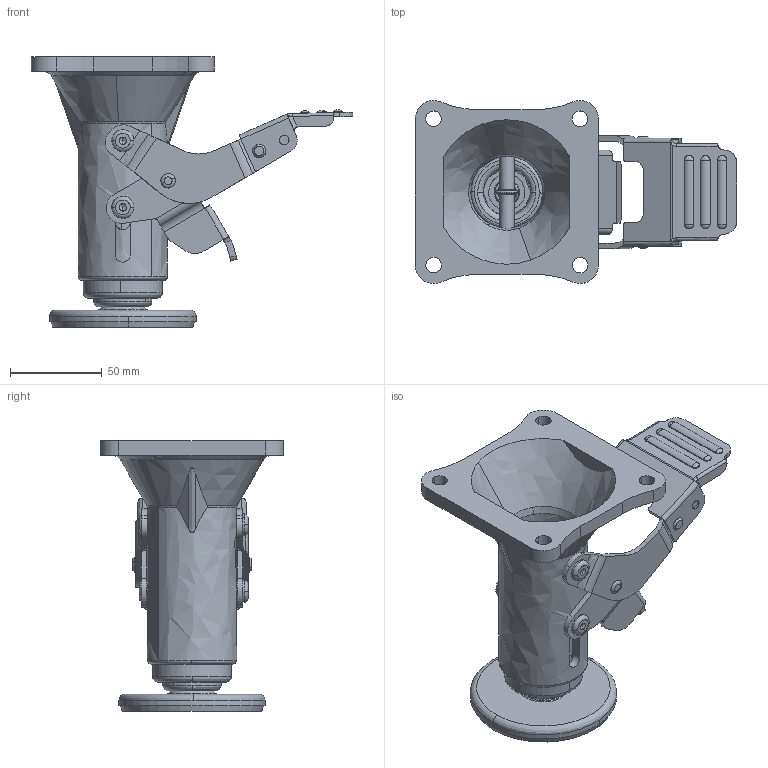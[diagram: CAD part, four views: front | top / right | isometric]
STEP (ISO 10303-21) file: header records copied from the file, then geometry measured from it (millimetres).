
FILE_DESCRIPTION((''),'2;1');
FILE_NAME('','2007-04-12T10:03:45',(''),(''),'','CADfix','');
FILE_SCHEMA(('AUTOMOTIVE_DESIGN { 1 0 10303 214 1 1 1 1 }'));
Length unit declared in the file: millimetre
Bounding box: 175.56 x 99.97 x 148 mm (x, y, z)
Volume: 124667.1 mm3; surface area: 124808.8 mm2
Topology: 4 solids, 19 shells, 403 faces, 1394 edges, 1026 vertices
Faces by surface type: bspline 403
Entity records: 29657 total; most frequent: CARTESIAN_POINT 22186, ORIENTED_EDGE 2552, EDGE_CURVE 1384, VERTEX_POINT 1026, QUASI_UNIFORM_CURVE 483, EDGE_LOOP 470, FACE_OUTER_BOUND 403, ADVANCED_FACE 403
